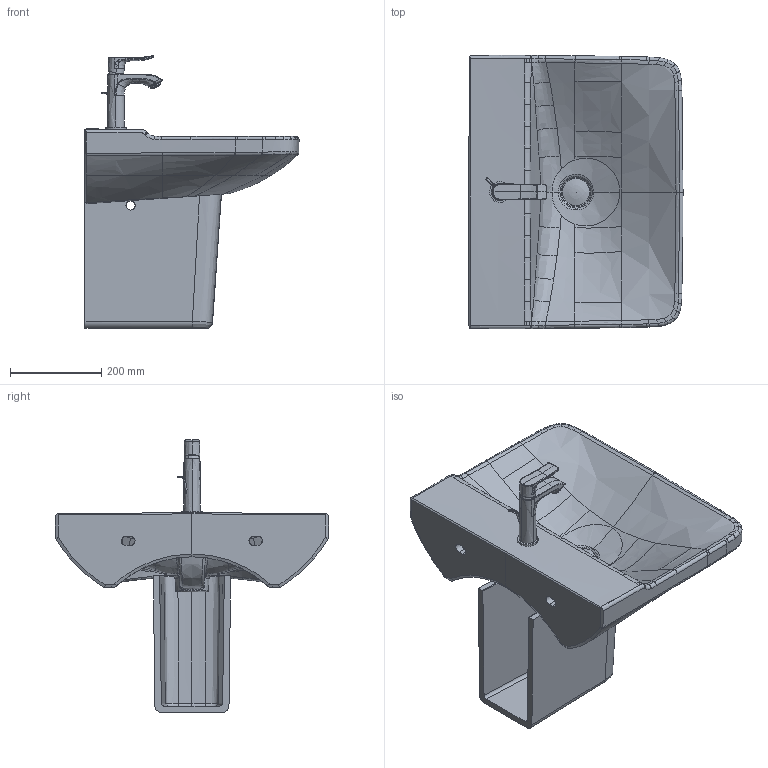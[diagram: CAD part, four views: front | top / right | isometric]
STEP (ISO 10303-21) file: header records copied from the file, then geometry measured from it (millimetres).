
FILE_DESCRIPTION((''),'2;1');
FILE_NAME('233160_085837.stp','2015-07-14T15:31:45',('Administrator'),(''),'Autodesk Inventor 2011','Autodesk Inventor 2011','');
FILE_SCHEMA(('CONFIG_CONTROL_DESIGN'));
Length unit declared in the file: millimetre
Products named in the file (15): 233160_085837; 233160; 085837; WT-Armatur HANSGROHE METRIS; Gehäuse; Rosette Citerio; Griff_HWB_Metris; Griffstopfen; Zugstange Griff; Rosette Talis; Neoperl Strahler; Strahlreglerhuelse; Strahler; Kelch; Stopfen
Assembly tree (14 placements, depth 4):
  233160_085837
    233160
    085837
    WT-Armatur HANSGROHE METRIS
      Gehäuse
      Rosette Citerio
      Griff_HWB_Metris
      Griffstopfen
      Zugstange Griff
      Rosette Talis
      Neoperl Strahler
        Strahlreglerhuelse
        Strahler
    Kelch
    Stopfen
Bounding box: 469.94 x 600.27 x 599.27 mm (x, y, z)
Volume: 18808840.4 mm3; surface area: 1438169.1 mm2
Topology: 12 solids, 12 shells, 1518 faces, 4337 edges, 2837 vertices
Faces by surface type: bspline 562, plane 521, cylinder 337, cone 52, torus 46
Full cylindrical faces by diameter (mm): 4 x1, 5 x1, 5.2 x1, 5.325 x1, 5.4 x1, 8.875 x1, 12.35 x1, 15.75 x1, 16 x1, 17.5 x1, 17.7 x1, 19.97 x1, 20 x2, 20.1 x1, 20.88 x1, 21 x1, 22.5 x2, 24 x2, 25 x2, 31.3 x1, 35 x1, 42 x1, 44 x1, 46 x2, 60 x1
Entity records: 121083 total; most frequent: CARTESIAN_POINT 83913, ORIENTED_EDGE 8494, DIRECTION 5759, EDGE_CURVE 4247, VERTEX_POINT 2814, AXIS2_PLACEMENT_3D 2265, B_SPLINE_CURVE_WITH_KNOTS 1680, EDGE_LOOP 1610
